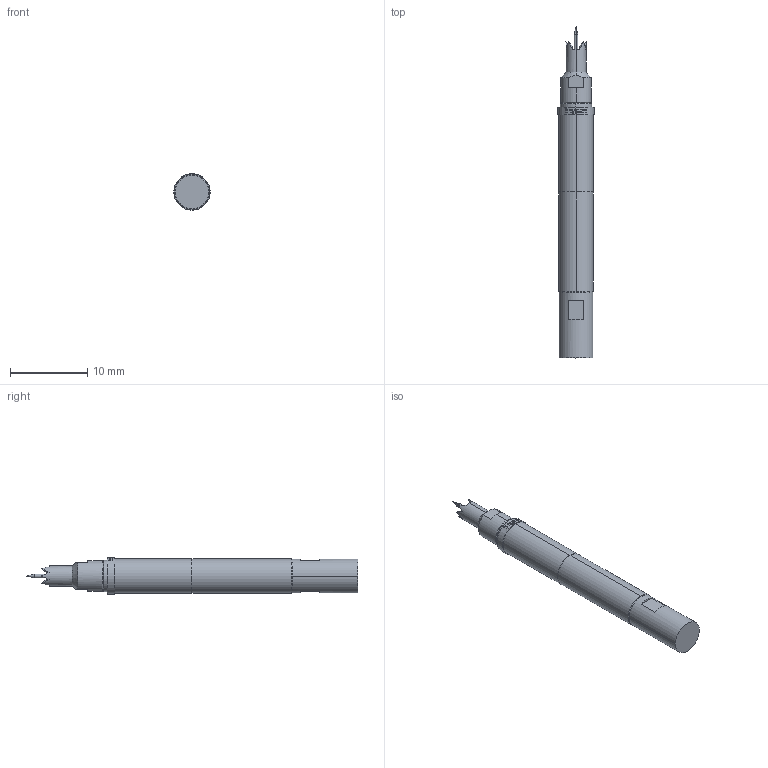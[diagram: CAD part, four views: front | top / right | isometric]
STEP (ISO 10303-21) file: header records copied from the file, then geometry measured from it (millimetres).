
FILE_DESCRIPTION (( 'STEP AP203' ), '1' );
FILE_NAME ('INGUN_HFS-8x0_201_051_A_xx06_P.STEP', '2022-04-26T12:27:53', ( 'ochi' ), ( '' ), 'SwSTEP 2.0', 'SolidWorks 2018', '' );
FILE_SCHEMA (( 'CONFIG_CONTROL_DESIGN' ));
Length unit declared in the file: millimetre
Products named in the file (1): INGUN_HFS-8x0_201_051_A_xx06_P
Bounding box: 4.7 x 43 x 4.7 mm (x, y, z)
Volume: 577.2 mm3; surface area: 582.7 mm2
Topology: 1 solids, 1 shells, 139 faces, 354 edges, 229 vertices
Faces by surface type: plane 64, bspline 35, cylinder 28, cone 12
Entity records: 5199 total; most frequent: CARTESIAN_POINT 2291, ORIENTED_EDGE 704, DIRECTION 398, EDGE_CURVE 352, VERTEX_POINT 229, B_SPLINE_CURVE_WITH_KNOTS 201, AXIS2_PLACEMENT_3D 166, EDGE_LOOP 153
